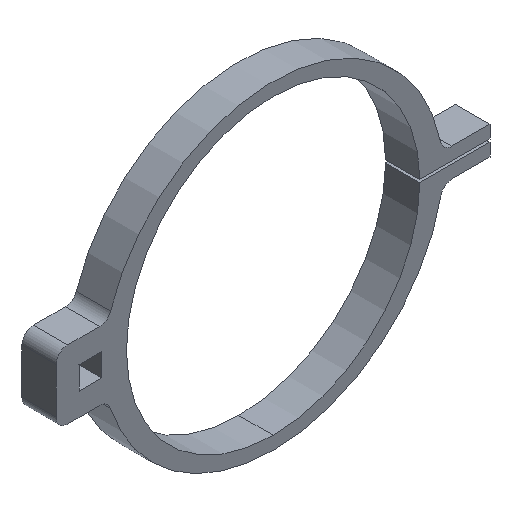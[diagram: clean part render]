
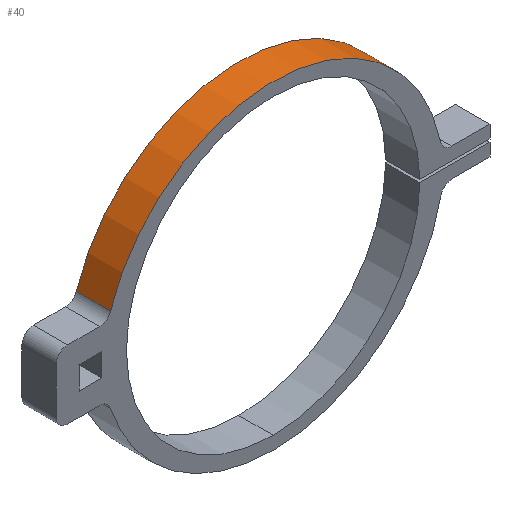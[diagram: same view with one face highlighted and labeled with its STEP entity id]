
A CAD part, isometric view. The second image highlights one B-rep face of the part: STEP entity #40.
In plain terms, the highlighted cylindrical face has radius 47.625 mm (diameter 95.25 mm), a partial arc.
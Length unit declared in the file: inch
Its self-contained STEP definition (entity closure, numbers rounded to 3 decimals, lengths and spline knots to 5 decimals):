
#13 = FACE_OUTER_BOUND ( 'NONE', #381, .T. ) ;
#40 = ADVANCED_FACE ( 'NONE', ( #13 ), #498, .T. ) ;
#45 = VECTOR ( 'NONE', #713, 39.37008 ) ;
#77 = AXIS2_PLACEMENT_3D ( 'NONE', #763, #832, #557 ) ;
#100 = VERTEX_POINT ( 'NONE', #875 ) ;
#113 = ORIENTED_EDGE ( 'NONE', *, *, #602, .T. ) ;
#252 = AXIS2_PLACEMENT_3D ( 'NONE', #431, #712, #380 ) ;
#259 = CARTESIAN_POINT ( 'NONE',  ( 0., 0.1875, -0.125 ) ) ;
#301 = CIRCLE ( 'NONE', #536, 1.875 ) ;
#329 = CARTESIAN_POINT ( 'NONE',  ( 1.83591, 0.1875, 0.25586 ) ) ;
#332 = DIRECTION ( 'NONE',  ( 0., 0., 1. ) ) ;
#380 = DIRECTION ( 'NONE',  ( 0., 0., -1. ) ) ;
#381 = EDGE_LOOP ( 'NONE', ( #719, #466, #399, #113 ) ) ;
#399 = ORIENTED_EDGE ( 'NONE', *, *, #865, .F. ) ;
#403 = DIRECTION ( 'NONE',  ( 0., 1., 0. ) ) ;
#409 = CARTESIAN_POINT ( 'NONE',  ( 1.83591, 0.1875, 0.25586 ) ) ;
#431 = CARTESIAN_POINT ( 'NONE',  ( 0., 0.1875, -0.125 ) ) ;
#432 = LINE ( 'NONE', #914, #45 ) ;
#466 = ORIENTED_EDGE ( 'NONE', *, *, #816, .T. ) ;
#498 = CYLINDRICAL_SURFACE ( 'NONE', #252, 1.875 ) ;
#530 = DIRECTION ( 'NONE',  ( 0., 1., 0. ) ) ;
#536 = AXIS2_PLACEMENT_3D ( 'NONE', #259, #530, #332 ) ;
#557 = DIRECTION ( 'NONE',  ( 0., 0., 1. ) ) ;
#602 = EDGE_CURVE ( 'NONE', #100, #796, #432, .T. ) ;
#611 = CARTESIAN_POINT ( 'NONE',  ( -1.7811, -0.1875, 0.46094 ) ) ;
#654 = CARTESIAN_POINT ( 'NONE',  ( 1.83591, -0.1875, 0.25586 ) ) ;
#688 = VECTOR ( 'NONE', #403, 39.37008 ) ;
#712 = DIRECTION ( 'NONE',  ( 0., -1., 0. ) ) ;
#713 = DIRECTION ( 'NONE',  ( 0., -1., 0. ) ) ;
#719 = ORIENTED_EDGE ( 'NONE', *, *, #907, .T. ) ;
#759 = VERTEX_POINT ( 'NONE', #654 ) ;
#763 = CARTESIAN_POINT ( 'NONE',  ( 0., -0.1875, -0.125 ) ) ;
#796 = VERTEX_POINT ( 'NONE', #611 ) ;
#806 = CIRCLE ( 'NONE', #77, 1.875 ) ;
#816 = EDGE_CURVE ( 'NONE', #759, #825, #885, .T. ) ;
#825 = VERTEX_POINT ( 'NONE', #329 ) ;
#832 = DIRECTION ( 'NONE',  ( 0., 1., 0. ) ) ;
#865 = EDGE_CURVE ( 'NONE', #100, #825, #301, .T. ) ;
#875 = CARTESIAN_POINT ( 'NONE',  ( -1.7811, 0.1875, 0.46094 ) ) ;
#885 = LINE ( 'NONE', #409, #688 ) ;
#907 = EDGE_CURVE ( 'NONE', #796, #759, #806, .T. ) ;
#914 = CARTESIAN_POINT ( 'NONE',  ( -1.7811, 0.1875, 0.46094 ) ) ;
